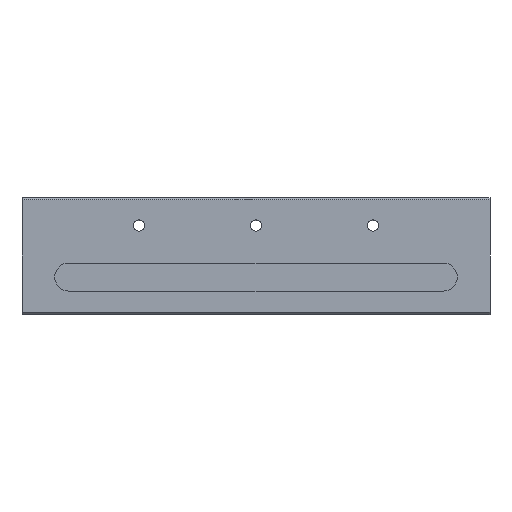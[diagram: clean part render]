
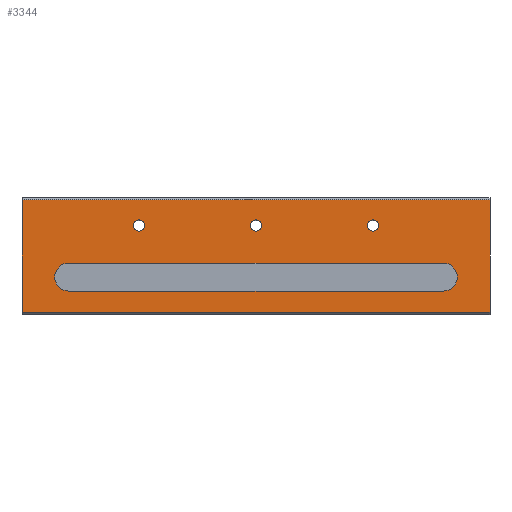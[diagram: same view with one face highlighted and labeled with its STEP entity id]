
A CAD part, left-side view. The second image highlights one B-rep face of the part: STEP entity #3344.
In plain terms, the highlighted planar face has unit normal (-1, 0, 0).
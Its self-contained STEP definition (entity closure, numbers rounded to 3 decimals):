
#9 = LINE ( 'NONE', #206, #1772 ) ;
#16 = VERTEX_POINT ( 'NONE', #2206 ) ;
#28 = CARTESIAN_POINT ( 'NONE',  ( -22., 0., 1. ) ) ;
#76 = ORIENTED_EDGE ( 'NONE', *, *, #2484, .T. ) ;
#112 = CIRCLE ( 'NONE', #2441, 2.459 ) ;
#154 = CARTESIAN_POINT ( 'NONE',  ( -22., 200., 49. ) ) ;
#182 = EDGE_CURVE ( 'NONE', #2396, #1163, #2921, .T. ) ;
#206 = CARTESIAN_POINT ( 'NONE',  ( -22., 0., 10. ) ) ;
#273 = AXIS2_PLACEMENT_3D ( 'NONE', #3488, #2127, #3434 ) ;
#369 = CARTESIAN_POINT ( 'NONE',  ( -22., 50., 40.459 ) ) ;
#375 = VECTOR ( 'NONE', #2650, 1000. ) ;
#383 = CARTESIAN_POINT ( 'NONE',  ( -22., 100., 35.541 ) ) ;
#386 = CIRCLE ( 'NONE', #2850, 2.459 ) ;
#394 = EDGE_CURVE ( 'NONE', #3527, #1678, #691, .T. ) ;
#396 = DIRECTION ( 'NONE',  ( 1., 0., 0. ) ) ;
#484 = LINE ( 'NONE', #2546, #2977 ) ;
#534 = EDGE_LOOP ( 'NONE', ( #1762, #76 ) ) ;
#596 = CARTESIAN_POINT ( 'NONE',  ( -22., 150., 35.541 ) ) ;
#618 = EDGE_CURVE ( 'NONE', #1484, #671, #2041, .T. ) ;
#661 = PLANE ( 'NONE',  #2916 ) ;
#671 = VERTEX_POINT ( 'NONE', #3321 ) ;
#691 = LINE ( 'NONE', #28, #3291 ) ;
#703 = ORIENTED_EDGE ( 'NONE', *, *, #3422, .F. ) ;
#740 = VERTEX_POINT ( 'NONE', #1495 ) ;
#771 = VERTEX_POINT ( 'NONE', #154 ) ;
#811 = VECTOR ( 'NONE', #2015, 1000. ) ;
#832 = DIRECTION ( 'NONE',  ( 1., 0., 0. ) ) ;
#852 = ORIENTED_EDGE ( 'NONE', *, *, #182, .T. ) ;
#899 = ORIENTED_EDGE ( 'NONE', *, *, #2469, .F. ) ;
#910 = AXIS2_PLACEMENT_3D ( 'NONE', #1913, #1898, #1888 ) ;
#946 = DIRECTION ( 'NONE',  ( -1., 0., 0. ) ) ;
#949 = EDGE_CURVE ( 'NONE', #740, #16, #1148, .T. ) ;
#957 = AXIS2_PLACEMENT_3D ( 'NONE', #1087, #1425, #3046 ) ;
#989 = DIRECTION ( 'NONE',  ( 1., 0., 0. ) ) ;
#1087 = CARTESIAN_POINT ( 'NONE',  ( -22., 20., 16. ) ) ;
#1090 = LINE ( 'NONE', #3499, #2465 ) ;
#1127 = FACE_OUTER_BOUND ( 'NONE', #2495, .T. ) ;
#1130 = CARTESIAN_POINT ( 'NONE',  ( -22., 150., 40.459 ) ) ;
#1148 = CIRCLE ( 'NONE', #910, 6. ) ;
#1155 = CARTESIAN_POINT ( 'NONE',  ( -22., 50., 38. ) ) ;
#1163 = VERTEX_POINT ( 'NONE', #596 ) ;
#1175 = EDGE_CURVE ( 'NONE', #1932, #771, #484, .T. ) ;
#1180 = CARTESIAN_POINT ( 'NONE',  ( -22., 100., 38. ) ) ;
#1188 = EDGE_LOOP ( 'NONE', ( #852, #1296 ) ) ;
#1215 = ORIENTED_EDGE ( 'NONE', *, *, #394, .F. ) ;
#1216 = FACE_BOUND ( 'NONE', #1270, .T. ) ;
#1262 = CARTESIAN_POINT ( 'NONE',  ( -22., 200., 1. ) ) ;
#1270 = EDGE_LOOP ( 'NONE', ( #2032, #3073 ) ) ;
#1296 = ORIENTED_EDGE ( 'NONE', *, *, #3063, .T. ) ;
#1308 = ORIENTED_EDGE ( 'NONE', *, *, #2963, .T. ) ;
#1313 = CARTESIAN_POINT ( 'NONE',  ( -22., 150., 38. ) ) ;
#1341 = FACE_BOUND ( 'NONE', #1938, .T. ) ;
#1365 = LINE ( 'NONE', #3503, #375 ) ;
#1425 = DIRECTION ( 'NONE',  ( 1., 0., 0. ) ) ;
#1484 = VERTEX_POINT ( 'NONE', #369 ) ;
#1495 = CARTESIAN_POINT ( 'NONE',  ( -22., 180., 10. ) ) ;
#1503 = DIRECTION ( 'NONE',  ( 0., 0., 1. ) ) ;
#1539 = EDGE_CURVE ( 'NONE', #3417, #2621, #2885, .T. ) ;
#1558 = CARTESIAN_POINT ( 'NONE',  ( -22., 20., 22. ) ) ;
#1563 = CARTESIAN_POINT ( 'NONE',  ( -22., 50., 38. ) ) ;
#1598 = CIRCLE ( 'NONE', #273, 2.459 ) ;
#1659 = VERTEX_POINT ( 'NONE', #383 ) ;
#1678 = VERTEX_POINT ( 'NONE', #1262 ) ;
#1762 = ORIENTED_EDGE ( 'NONE', *, *, #2679, .T. ) ;
#1772 = VECTOR ( 'NONE', #3253, 1000. ) ;
#1777 = DIRECTION ( 'NONE',  ( 0., 0., 1. ) ) ;
#1781 = CARTESIAN_POINT ( 'NONE',  ( -22., 100., 40.459 ) ) ;
#1830 = DIRECTION ( 'NONE',  ( 0., 0., 1. ) ) ;
#1888 = DIRECTION ( 'NONE',  ( 0., 0., -1. ) ) ;
#1898 = DIRECTION ( 'NONE',  ( 1., 0., 0. ) ) ;
#1913 = CARTESIAN_POINT ( 'NONE',  ( -22., 180., 16. ) ) ;
#1932 = VERTEX_POINT ( 'NONE', #2446 ) ;
#1938 = EDGE_LOOP ( 'NONE', ( #3028, #2821, #1308, #1987 ) ) ;
#1950 = AXIS2_PLACEMENT_3D ( 'NONE', #1563, #396, #2286 ) ;
#1987 = ORIENTED_EDGE ( 'NONE', *, *, #949, .T. ) ;
#2015 = DIRECTION ( 'NONE',  ( 0., -1., 0. ) ) ;
#2032 = ORIENTED_EDGE ( 'NONE', *, *, #618, .T. ) ;
#2041 = CIRCLE ( 'NONE', #1950, 2.459 ) ;
#2072 = DIRECTION ( 'NONE',  ( 0., 1., 0. ) ) ;
#2127 = DIRECTION ( 'NONE',  ( 1., 0., 0. ) ) ;
#2160 = CARTESIAN_POINT ( 'NONE',  ( -22., 150., 38. ) ) ;
#2206 = CARTESIAN_POINT ( 'NONE',  ( -22., 180., 22. ) ) ;
#2219 = EDGE_CURVE ( 'NONE', #671, #1484, #2233, .T. ) ;
#2233 = CIRCLE ( 'NONE', #3171, 2.459 ) ;
#2269 = EDGE_CURVE ( 'NONE', #16, #3417, #3318, .T. ) ;
#2279 = DIRECTION ( 'NONE',  ( 0., 0., 1. ) ) ;
#2286 = DIRECTION ( 'NONE',  ( 0., 0., 1. ) ) ;
#2335 = FACE_BOUND ( 'NONE', #534, .T. ) ;
#2396 = VERTEX_POINT ( 'NONE', #1130 ) ;
#2401 = AXIS2_PLACEMENT_3D ( 'NONE', #2160, #3125, #3039 ) ;
#2441 = AXIS2_PLACEMENT_3D ( 'NONE', #1180, #3271, #1777 ) ;
#2446 = CARTESIAN_POINT ( 'NONE',  ( -22., 0., 49. ) ) ;
#2465 = VECTOR ( 'NONE', #3471, 1000. ) ;
#2469 = EDGE_CURVE ( 'NONE', #1932, #3527, #1365, .T. ) ;
#2484 = EDGE_CURVE ( 'NONE', #1659, #2519, #1598, .T. ) ;
#2495 = EDGE_LOOP ( 'NONE', ( #2952, #703, #1215, #899 ) ) ;
#2519 = VERTEX_POINT ( 'NONE', #1781 ) ;
#2546 = CARTESIAN_POINT ( 'NONE',  ( -22., 0., 49. ) ) ;
#2621 = VERTEX_POINT ( 'NONE', #3592 ) ;
#2650 = DIRECTION ( 'NONE',  ( 0., 0., -1. ) ) ;
#2679 = EDGE_CURVE ( 'NONE', #2519, #1659, #112, .T. ) ;
#2821 = ORIENTED_EDGE ( 'NONE', *, *, #1539, .T. ) ;
#2850 = AXIS2_PLACEMENT_3D ( 'NONE', #1313, #832, #1830 ) ;
#2885 = CIRCLE ( 'NONE', #957, 6. ) ;
#2916 = AXIS2_PLACEMENT_3D ( 'NONE', #3108, #946, #2279 ) ;
#2921 = CIRCLE ( 'NONE', #2401, 2.459 ) ;
#2947 = FACE_BOUND ( 'NONE', #1188, .T. ) ;
#2952 = ORIENTED_EDGE ( 'NONE', *, *, #1175, .T. ) ;
#2963 = EDGE_CURVE ( 'NONE', #2621, #740, #9, .T. ) ;
#2977 = VECTOR ( 'NONE', #2072, 1000. ) ;
#2979 = DIRECTION ( 'NONE',  ( 0., 1., 0. ) ) ;
#3028 = ORIENTED_EDGE ( 'NONE', *, *, #2269, .T. ) ;
#3039 = DIRECTION ( 'NONE',  ( 0., 0., 1. ) ) ;
#3046 = DIRECTION ( 'NONE',  ( 0., 0., -1. ) ) ;
#3063 = EDGE_CURVE ( 'NONE', #1163, #2396, #386, .T. ) ;
#3073 = ORIENTED_EDGE ( 'NONE', *, *, #2219, .T. ) ;
#3078 = CARTESIAN_POINT ( 'NONE',  ( -22., 0., 22. ) ) ;
#3108 = CARTESIAN_POINT ( 'NONE',  ( -22., 0., 0. ) ) ;
#3119 = CARTESIAN_POINT ( 'NONE',  ( -22., 0., 1. ) ) ;
#3125 = DIRECTION ( 'NONE',  ( 1., 0., 0. ) ) ;
#3171 = AXIS2_PLACEMENT_3D ( 'NONE', #1155, #989, #1503 ) ;
#3253 = DIRECTION ( 'NONE',  ( 0., 1., 0. ) ) ;
#3271 = DIRECTION ( 'NONE',  ( 1., 0., 0. ) ) ;
#3291 = VECTOR ( 'NONE', #2979, 1000. ) ;
#3318 = LINE ( 'NONE', #3078, #811 ) ;
#3321 = CARTESIAN_POINT ( 'NONE',  ( -22., 50., 35.541 ) ) ;
#3344 = ADVANCED_FACE ( 'NONE', ( #2947, #1216, #2335, #1341, #1127 ), #661, .T. ) ;
#3417 = VERTEX_POINT ( 'NONE', #1558 ) ;
#3422 = EDGE_CURVE ( 'NONE', #1678, #771, #1090, .T. ) ;
#3434 = DIRECTION ( 'NONE',  ( 0., 0., 1. ) ) ;
#3471 = DIRECTION ( 'NONE',  ( 0., 0., 1. ) ) ;
#3488 = CARTESIAN_POINT ( 'NONE',  ( -22., 100., 38. ) ) ;
#3499 = CARTESIAN_POINT ( 'NONE',  ( -22., 200., 24.356 ) ) ;
#3503 = CARTESIAN_POINT ( 'NONE',  ( -22., 0., 24.356 ) ) ;
#3527 = VERTEX_POINT ( 'NONE', #3119 ) ;
#3592 = CARTESIAN_POINT ( 'NONE',  ( -22., 20., 10. ) ) ;
